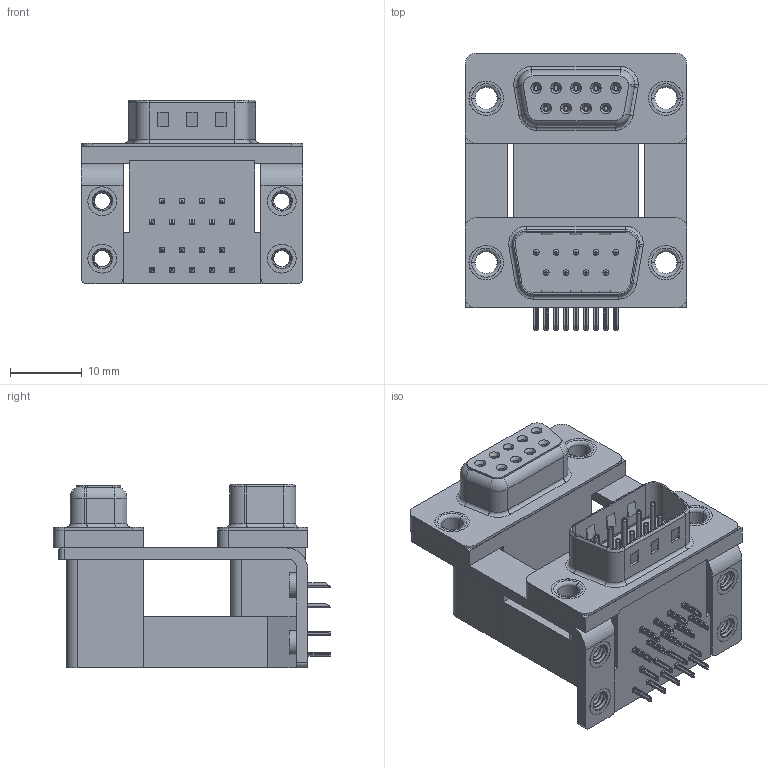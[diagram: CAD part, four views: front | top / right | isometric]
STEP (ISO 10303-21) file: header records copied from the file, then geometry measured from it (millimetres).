
FILE_DESCRIPTION (( 'STEP AP203' ), '1' );
FILE_NAME ('664-009-264-050.STEP', '2022-06-20T13:22:56', ( '' ), ( '' ), 'SwSTEP 2.0', 'SolidWorks 2020', '' );
FILE_SCHEMA (( 'CONFIG_CONTROL_DESIGN' ));
Length unit declared in the file: millimetre
Products named in the file (13): 664 Contact Bottom Upper_H; 664 Housing Upper_09 Contacts H; 664 Mounting Bracket_ThruH; 664 Shell Plug_09 Contacts; 664 Housing Spacer_09 Contacts H; 664 Contact Bottom Lower; 664 Shell Receptacle_09 Contacts; 664 Contact Top Upper_H; 664 Thru Hole Rivet; 664 Housing Lower_09 Contacts; 664 Contact Top Lower; 664 4-40 Threaded Board Mount; 664-009-264-050
Assembly tree (33 placements, depth 2):
  664-009-264-050
    664 Housing Lower_09 Contacts
    664 Housing Spacer_09 Contacts H
    664 Housing Upper_09 Contacts H
    664 Shell Plug_09 Contacts
    664 Shell Receptacle_09 Contacts
    664 Contact Bottom Lower  x4
    664 Contact Top Lower  x5
    664 Contact Bottom Upper_H  x4
    664 Contact Top Upper_H  x5
    664 Mounting Bracket_ThruH  x2
    664 4-40 Threaded Board Mount  x4
    664 Thru Hole Rivet  x4
Bounding box: 30.81 x 38.59 x 25.6 mm (x, y, z)
Volume: 11322.4 mm3; surface area: 13261.5 mm2
Topology: 33 solids, 33 shells, 2585 faces, 6587 edges, 4121 vertices
Faces by surface type: plane 1275, cylinder 735, bspline 320, cone 148, torus 107
Entity records: 37167 total; most frequent: CARTESIAN_POINT 10288, ORIENTED_EDGE 5262, DIRECTION 4982, EDGE_CURVE 2631, LINE 1690, VECTOR 1690, VERTEX_POINT 1669, AXIS2_PLACEMENT_3D 1646
